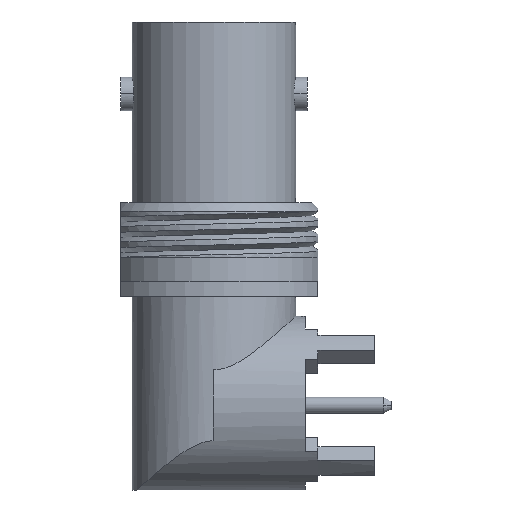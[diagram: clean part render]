
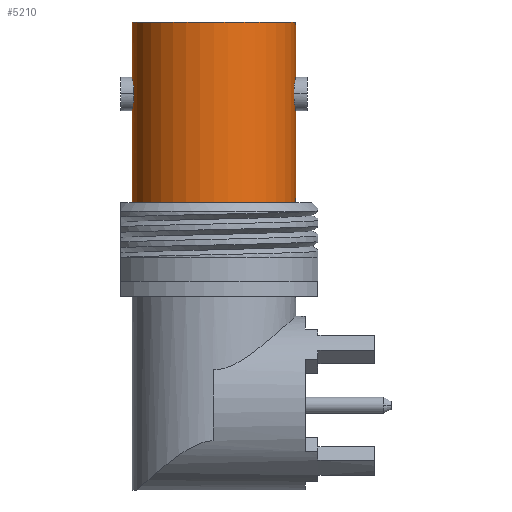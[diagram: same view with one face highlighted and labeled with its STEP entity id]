
A CAD part, left-side view. The second image highlights one B-rep face of the part: STEP entity #5210.
In plain terms, the highlighted cylindrical face has radius 4.826 mm (diameter 9.652 mm), a partial arc.
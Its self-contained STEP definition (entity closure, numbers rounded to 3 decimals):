
#1661=CARTESIAN_POINT('',(0.,0.,-10.72));
#1662=DIRECTION('',(0.,0.,-1.));
#1663=DIRECTION('',(0.,-1.,0.));
#1664=AXIS2_PLACEMENT_3D('',#1661,#1662,#1663);
#1666=DIRECTION('',(0.,0.,-1.));
#1667=VECTOR('',#1666,5.438);
#1668=CARTESIAN_POINT('',(0.,-4.826,-5.282));
#1669=LINE('',#1668,#1667);
#1670=DIRECTION('',(0.,0.,-1.));
#1671=VECTOR('',#1670,3.251);
#1672=CARTESIAN_POINT('',(0.,-4.826,-0.05));
#1673=LINE('',#1672,#1671);
#1674=DIRECTION('',(0.,0.,-1.));
#1675=VECTOR('',#1674,3.251);
#1676=CARTESIAN_POINT('',(0.,4.826,-0.05));
#1677=LINE('',#1676,#1675);
#1678=DIRECTION('',(0.,0.,-1.));
#1679=VECTOR('',#1678,5.438);
#1680=CARTESIAN_POINT('',(0.,4.826,-5.282));
#1681=LINE('',#1680,#1679);
#1682=CARTESIAN_POINT('',(-0.991,4.723,-4.292));
#1683=CARTESIAN_POINT('',(-0.991,4.723,-4.218));
#1684=CARTESIAN_POINT('',(-0.974,4.727,
-4.07));
#1685=CARTESIAN_POINT('',(-0.9,4.742,
-3.859));
#1686=CARTESIAN_POINT('',(-0.781,4.763,
-3.668));
#1687=CARTESIAN_POINT('',(-0.623,4.787,
-3.511));
#1688=CARTESIAN_POINT('',(-0.433,4.808,
-3.391));
#1689=CARTESIAN_POINT('',(-0.221,4.823,
-3.318));
#1690=CARTESIAN_POINT('',(-0.074,4.826,-3.301));
#1691=CARTESIAN_POINT('',(0.,4.826,-3.301));
#1697=CARTESIAN_POINT('',(0.,4.826,-3.301));
#1712=CARTESIAN_POINT('',(0.,4.826,-5.282));
#1713=CARTESIAN_POINT('',(-0.073,4.826,-5.282));
#1714=CARTESIAN_POINT('',(-0.22,4.823,
-5.266));
#1715=CARTESIAN_POINT('',(-0.431,4.808,
-5.193));
#1716=CARTESIAN_POINT('',(-0.622,4.787,
-5.073));
#1717=CARTESIAN_POINT('',(-0.78,4.763,
-4.916));
#1718=CARTESIAN_POINT('',(-0.9,4.742,
-4.726));
#1719=CARTESIAN_POINT('',(-0.974,4.727,
-4.515));
#1720=CARTESIAN_POINT('',(-0.991,4.723,-4.366));
#1721=CARTESIAN_POINT('',(-0.991,4.723,-4.292));
#1749=CARTESIAN_POINT('',(0.,0.,-0.05));
#1750=DIRECTION('',(0.,0.,1.));
#1751=DIRECTION('',(-1.,0.,0.));
#1752=AXIS2_PLACEMENT_3D('',#1749,#1750,#1751);
#1754=CARTESIAN_POINT('',(0.,0.,-0.05));
#1755=DIRECTION('',(0.,0.,1.));
#1756=DIRECTION('',(0.,1.,0.));
#1757=AXIS2_PLACEMENT_3D('',#1754,#1755,#1756);
#2319=CARTESIAN_POINT('',(0.,-4.826,-3.301));
#2320=CARTESIAN_POINT('',(-0.073,-4.826,-3.301));
#2321=CARTESIAN_POINT('',(-0.22,-4.823,
-3.318));
#2322=CARTESIAN_POINT('',(-0.431,-4.808,
-3.391));
#2323=CARTESIAN_POINT('',(-0.622,-4.787,
-3.51));
#2324=CARTESIAN_POINT('',(-0.78,-4.763,
-3.667));
#2325=CARTESIAN_POINT('',(-0.9,-4.742,
-3.858));
#2326=CARTESIAN_POINT('',(-0.974,-4.727,
-4.069));
#2327=CARTESIAN_POINT('',(-0.991,-4.723,-4.218));
#2328=CARTESIAN_POINT('',(-0.991,-4.723,-4.292));
#2345=CARTESIAN_POINT('',(0.,-4.826,-5.282));
#2356=CARTESIAN_POINT('',(-0.991,-4.723,-4.292));
#2357=CARTESIAN_POINT('',(-0.991,-4.723,-4.366));
#2358=CARTESIAN_POINT('',(-0.974,-4.727,
-4.513));
#2359=CARTESIAN_POINT('',(-0.9,-4.742,
-4.725));
#2360=CARTESIAN_POINT('',(-0.781,-4.763,
-4.915));
#2361=CARTESIAN_POINT('',(-0.623,-4.787,
-5.073));
#2362=CARTESIAN_POINT('',(-0.433,-4.808,
-5.192));
#2363=CARTESIAN_POINT('',(-0.221,-4.823,
-5.266));
#2364=CARTESIAN_POINT('',(-0.074,-4.826,-5.282));
#2365=CARTESIAN_POINT('',(0.,-4.826,-5.282));
#2413=CARTESIAN_POINT('',(0.,4.826,-10.72));
#2414=CARTESIAN_POINT('',(0.,-4.826,-10.72));
#2415=VERTEX_POINT('',#2413);
#2416=VERTEX_POINT('',#2414);
#2417=CARTESIAN_POINT('',(0.,4.826,-5.282));
#2418=VERTEX_POINT('',#2417);
#2420=VERTEX_POINT('',#1697);
#2421=CARTESIAN_POINT('',(0.,4.826,-0.05));
#2422=VERTEX_POINT('',#2421);
#2425=CARTESIAN_POINT('',(0.,-4.826,-0.05));
#2426=VERTEX_POINT('',#2425);
#2427=CARTESIAN_POINT('',(0.,-4.826,-3.301));
#2428=VERTEX_POINT('',#2427);
#2430=VERTEX_POINT('',#2345);
#2690=VERTEX_POINT('',#1682);
#2691=VERTEX_POINT('',#2356);
#2692=CARTESIAN_POINT('',(-4.826,0.,-0.05));
#2693=VERTEX_POINT('',#2692);
#5186=CARTESIAN_POINT('',(0.,0.,-12.32));
#5187=DIRECTION('',(0.,0.,1.));
#5188=DIRECTION('',(0.,-1.,0.));
#5189=AXIS2_PLACEMENT_3D('',#5186,#5187,#5188);
#5190=CYLINDRICAL_SURFACE('',#5189,4.826);
#5192=ORIENTED_EDGE('',*,*,#5191,.T.);
#5193=ORIENTED_EDGE('',*,*,#5175,.F.);
#5195=ORIENTED_EDGE('',*,*,#5194,.T.);
#5197=ORIENTED_EDGE('',*,*,#5196,.T.);
#5198=ORIENTED_EDGE('',*,*,#5169,.T.);
#5200=ORIENTED_EDGE('',*,*,#5199,.T.);
#5202=ORIENTED_EDGE('',*,*,#5201,.T.);
#5203=ORIENTED_EDGE('',*,*,#5163,.T.);
#5204=ORIENTED_EDGE('',*,*,#5152,.T.);
#5205=ORIENTED_EDGE('',*,*,#5181,.F.);
#5207=ORIENTED_EDGE('',*,*,#5206,.T.);
#5208=EDGE_LOOP('',(#5192,#5193,#5195,#5197,#5198,#5200,#5202,#5203,#5204,#5205,
#5207));
#5209=FACE_OUTER_BOUND('',#5208,.F.);
#5210=ADVANCED_FACE('',(#5209),#5190,.T.);
#1665=CIRCLE('',#1664,4.826);
#1692=B_SPLINE_CURVE_WITH_KNOTS('',3,(#1682,#1683,#1684,#1685,#1686,#1687,#1688,
#1689,#1690,#1691),.UNSPECIFIED.,.F.,.F.,(4,1,1,1,1,1,1,4),(0.,
0.143,0.286,0.429,0.571,
0.714,0.857,1.),.UNSPECIFIED.);
#1722=B_SPLINE_CURVE_WITH_KNOTS('',3,(#1712,#1713,#1714,#1715,#1716,#1717,#1718,
#1719,#1720,#1721),.UNSPECIFIED.,.F.,.F.,(4,1,1,1,1,1,1,4),(0.,
0.143,0.286,0.429,0.571,
0.714,0.857,1.),.UNSPECIFIED.);
#1753=CIRCLE('',#1752,4.826);
#1758=CIRCLE('',#1757,4.826);
#2329=B_SPLINE_CURVE_WITH_KNOTS('',3,(#2319,#2320,#2321,#2322,#2323,#2324,#2325,
#2326,#2327,#2328),.UNSPECIFIED.,.F.,.F.,(4,1,1,1,1,1,1,4),(0.,
0.143,0.286,0.429,0.571,
0.714,0.857,1.),.UNSPECIFIED.);
#2366=B_SPLINE_CURVE_WITH_KNOTS('',3,(#2356,#2357,#2358,#2359,#2360,#2361,#2362,
#2363,#2364,#2365),.UNSPECIFIED.,.F.,.F.,(4,1,1,1,1,1,1,4),(0.,
0.143,0.286,0.429,0.571,
0.714,0.857,1.),.UNSPECIFIED.);
#5152=EDGE_CURVE('',#2416,#2415,#1665,.T.);
#5163=EDGE_CURVE('',#2430,#2416,#1669,.T.);
#5169=EDGE_CURVE('',#2426,#2428,#1673,.T.);
#5175=EDGE_CURVE('',#2422,#2420,#1677,.T.);
#5181=EDGE_CURVE('',#2418,#2415,#1681,.T.);
#5191=EDGE_CURVE('',#2690,#2420,#1692,.T.);
#5194=EDGE_CURVE('',#2422,#2693,#1758,.T.);
#5196=EDGE_CURVE('',#2693,#2426,#1753,.T.);
#5199=EDGE_CURVE('',#2428,#2691,#2329,.T.);
#5201=EDGE_CURVE('',#2691,#2430,#2366,.T.);
#5206=EDGE_CURVE('',#2418,#2690,#1722,.T.);
